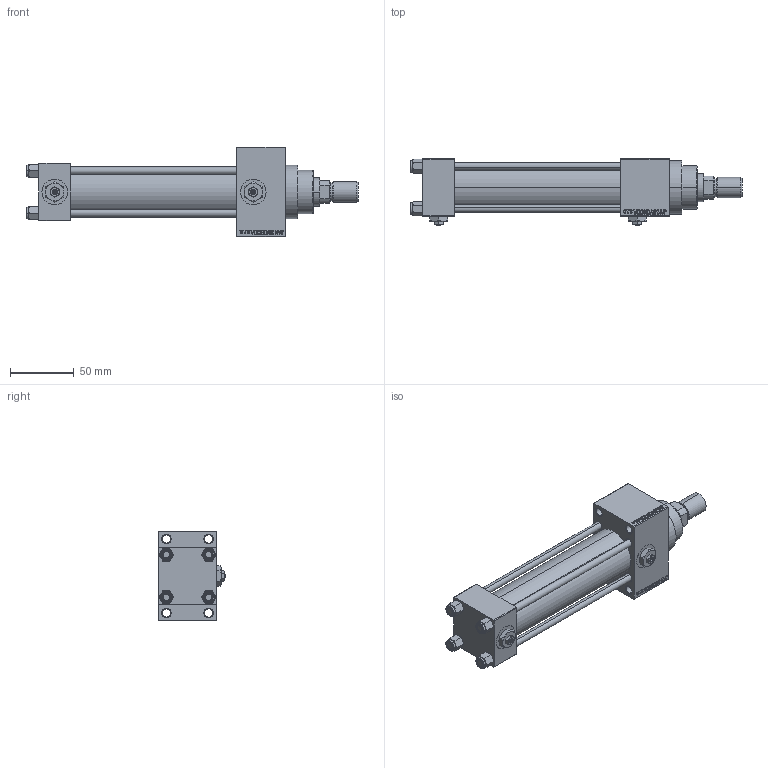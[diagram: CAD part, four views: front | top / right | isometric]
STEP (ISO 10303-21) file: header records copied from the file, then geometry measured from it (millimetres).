
FILE_DESCRIPTION (( 'STEP AP203' ), '1' );
FILE_NAME ('fca4.STEP', '2024-01-31T13:54:27', ( '' ), ( '' ), 'SwSTEP 2.0', 'SolidWorks 2019', '' );
FILE_SCHEMA (( 'CONFIG_CONTROL_DESIGN' ));
Length unit declared in the file: millimetre
Products named in the file (8): V215CR_D_TYCINKA a2464d7610abb8c65e72baa2d2329bee; Zatka_pro_OIL_PORT a2464d7610abb8c65e72baa2d2329bee; V215CR_D_Body a2464d7610abb8c65e72baa2d2329bee; fca4; NUT_M5_D a2464d7610abb8c65e72baa2d2329bee; V215CR_VCP_D a2464d7610abb8c65e72baa2d2329bee; V215_VC_A a2464d7610abb8c65e72baa2d2329bee; ROD_END_AH a2464d7610abb8c65e72baa2d2329bee
Assembly tree (14 placements, depth 2):
  fca4
    V215CR_D_Body a2464d7610abb8c65e72baa2d2329bee
    V215CR_VCP_D a2464d7610abb8c65e72baa2d2329bee
    NUT_M5_D a2464d7610abb8c65e72baa2d2329bee  x4
    V215CR_D_TYCINKA a2464d7610abb8c65e72baa2d2329bee  x4
    V215_VC_A a2464d7610abb8c65e72baa2d2329bee
    ROD_END_AH a2464d7610abb8c65e72baa2d2329bee
    Zatka_pro_OIL_PORT a2464d7610abb8c65e72baa2d2329bee  x2
Bounding box: 260 x 52 x 70 mm (x, y, z)
Volume: 313525 mm3; surface area: 111895 mm2
Topology: 14 solids, 14 shells, 1216 faces, 2994 edges, 1925 vertices
Faces by surface type: plane 546, bspline 368, cone 188, cylinder 104, torus 10
Entity records: 49552 total; most frequent: CARTESIAN_POINT 25699, ORIENTED_EDGE 5288, DIRECTION 3500, EDGE_CURVE 2644, VERTEX_POINT 1723, VECTOR 1556, LINE 1556, EDGE_LOOP 1195
